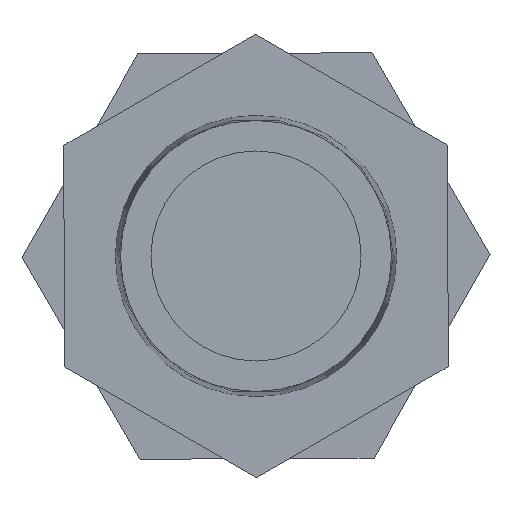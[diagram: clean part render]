
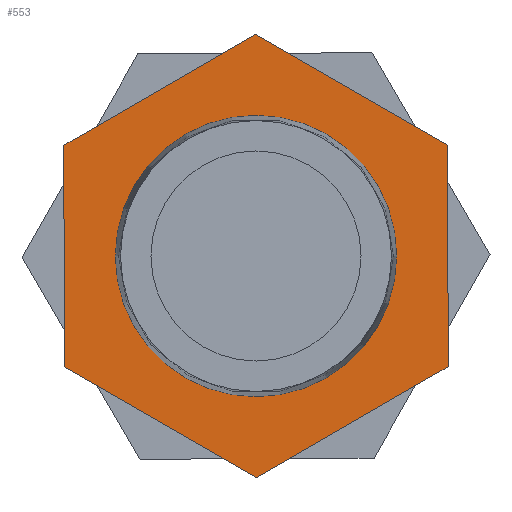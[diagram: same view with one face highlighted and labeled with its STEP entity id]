
A CAD part, front view. The second image highlights one B-rep face of the part: STEP entity #553.
In plain terms, the highlighted face is planar.
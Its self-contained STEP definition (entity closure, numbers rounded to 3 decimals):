
#36=LINE('',#1115,#72);
#37=LINE('',#1118,#73);
#38=LINE('',#1120,#74);
#39=LINE('',#1122,#75);
#40=LINE('',#1124,#76);
#41=LINE('',#1126,#77);
#72=VECTOR('',#963,1000.);
#73=VECTOR('',#964,1000.);
#74=VECTOR('',#965,1000.);
#75=VECTOR('',#966,1000.);
#76=VECTOR('',#967,1000.);
#77=VECTOR('',#968,1000.);
#193=ORIENTED_EDGE('',*,*,#278,.T.);
#194=ORIENTED_EDGE('',*,*,#279,.F.);
#195=ORIENTED_EDGE('',*,*,#280,.F.);
#196=ORIENTED_EDGE('',*,*,#281,.F.);
#197=ORIENTED_EDGE('',*,*,#282,.F.);
#198=ORIENTED_EDGE('',*,*,#283,.F.);
#199=ORIENTED_EDGE('',*,*,#284,.F.);
#278=EDGE_CURVE('',#332,#332,#368,.T.);
#279=EDGE_CURVE('',#333,#334,#36,.T.);
#280=EDGE_CURVE('',#335,#333,#37,.T.);
#281=EDGE_CURVE('',#336,#335,#38,.T.);
#282=EDGE_CURVE('',#337,#336,#39,.T.);
#283=EDGE_CURVE('',#338,#337,#40,.T.);
#284=EDGE_CURVE('',#334,#338,#41,.T.);
#332=VERTEX_POINT('',#1114);
#333=VERTEX_POINT('',#1116);
#334=VERTEX_POINT('',#1117);
#335=VERTEX_POINT('',#1119);
#336=VERTEX_POINT('',#1121);
#337=VERTEX_POINT('',#1123);
#338=VERTEX_POINT('',#1125);
#368=CIRCLE('',#827,13.19);
#417=EDGE_LOOP('',(#193));
#418=EDGE_LOOP('',(#194,#195,#196,#197,#198,#199));
#481=FACE_BOUND('',#417,.T.);
#482=FACE_BOUND('',#418,.T.);
#517=PLANE('',#826);
#553=ADVANCED_FACE('',(#481,#482),#517,.F.);
#826=AXIS2_PLACEMENT_3D('',#1112,#959,#960);
#827=AXIS2_PLACEMENT_3D('',#1113,#961,#962);
#959=DIRECTION('',(0.,-1.,0.));
#960=DIRECTION('',(0.,0.,-1.));
#961=DIRECTION('',(0.,-1.,0.));
#962=DIRECTION('',(0.,0.,-1.));
#963=DIRECTION('',(1.,0.,0.));
#964=DIRECTION('',(0.5,0.,-0.866));
#965=DIRECTION('',(-0.5,0.,-0.866));
#966=DIRECTION('',(-1.,0.,0.));
#967=DIRECTION('',(-0.5,0.,0.866));
#968=DIRECTION('',(0.5,0.,0.866));
#1112=CARTESIAN_POINT('',(0.,9.,0.));
#1113=CARTESIAN_POINT('',(0.,9.,0.));
#1114=CARTESIAN_POINT('',(0.,9.,-13.19));
#1115=CARTESIAN_POINT('',(0.,9.,-18.));
#1116=CARTESIAN_POINT('',(-10.392,9.,-18.));
#1117=CARTESIAN_POINT('',(10.392,9.,-18.));
#1118=CARTESIAN_POINT('',(-15.588,9.,-9.));
#1119=CARTESIAN_POINT('',(-20.785,9.,0.));
#1120=CARTESIAN_POINT('',(-15.588,9.,9.));
#1121=CARTESIAN_POINT('',(-10.392,9.,18.));
#1122=CARTESIAN_POINT('',(0.,9.,18.));
#1123=CARTESIAN_POINT('',(10.392,9.,18.));
#1124=CARTESIAN_POINT('',(15.588,9.,9.));
#1125=CARTESIAN_POINT('',(20.785,9.,0.));
#1126=CARTESIAN_POINT('',(15.588,9.,-9.));
